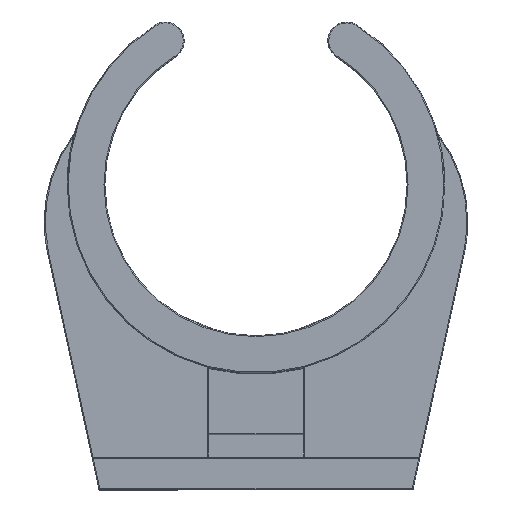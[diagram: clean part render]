
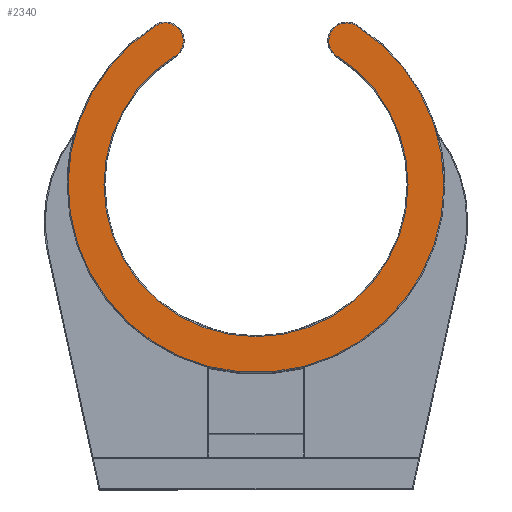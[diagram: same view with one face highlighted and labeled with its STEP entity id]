
A CAD part, top view. The second image highlights one B-rep face of the part: STEP entity #2340.
In plain terms, the highlighted planar face has unit normal (0, 0, 1).
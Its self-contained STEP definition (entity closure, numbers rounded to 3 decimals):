
#122 = AXIS2_PLACEMENT_3D ( 'NONE', #8031, #14320, #11209 ) ;
#173 = EDGE_CURVE ( 'NONE', #11774, #15960, #3090, .T. ) ;
#225 = EDGE_CURVE ( 'NONE', #4255, #12758, #12619, .T. ) ;
#359 = EDGE_CURVE ( 'NONE', #11700, #4075, #18041, .T. ) ;
#383 = ORIENTED_EDGE ( 'NONE', *, *, #359, .T. ) ;
#836 = CARTESIAN_POINT ( 'NONE',  ( 0., 0., 6.85 ) ) ;
#1096 = CARTESIAN_POINT ( 'NONE',  ( 19.525, 0., 6.85 ) ) ;
#1135 = DIRECTION ( 'NONE',  ( 1., 0., 0. ) ) ;
#1890 = CIRCLE ( 'NONE', #8405, 19.525 ) ;
#2229 = AXIS2_PLACEMENT_3D ( 'NONE', #10876, #13719, #18198 ) ;
#2253 = DIRECTION ( 'NONE',  ( 0., 0., 1. ) ) ;
#2340 = ADVANCED_FACE ( 'NONE', ( #8279 ), #17698, .T. ) ;
#2363 = AXIS2_PLACEMENT_3D ( 'NONE', #10167, #11678, #2560 ) ;
#2560 = DIRECTION ( 'NONE',  ( 1., 0., 0. ) ) ;
#2662 = CARTESIAN_POINT ( 'NONE',  ( 0., 0., 6.85 ) ) ;
#2820 = AXIS2_PLACEMENT_3D ( 'NONE', #2662, #17797, #1135 ) ;
#2822 = CARTESIAN_POINT ( 'NONE',  ( -15.8, 0., 6.85 ) ) ;
#2892 = VERTEX_POINT ( 'NONE', #15439 ) ;
#3090 = CIRCLE ( 'NONE', #2229, 1.863 ) ;
#3274 = DIRECTION ( 'NONE',  ( 0., 0., -1. ) ) ;
#3405 = DIRECTION ( 'NONE',  ( 1., 0., 0. ) ) ;
#3411 = CIRCLE ( 'NONE', #2820, 19.525 ) ;
#3531 = CARTESIAN_POINT ( 'NONE',  ( 0., 0., 6.85 ) ) ;
#3639 = ORIENTED_EDGE ( 'NONE', *, *, #8700, .T. ) ;
#3812 = DIRECTION ( 'NONE',  ( 1., 0., 0. ) ) ;
#3972 = CARTESIAN_POINT ( 'NONE',  ( -10.419, 16.513, 6.85 ) ) ;
#4075 = VERTEX_POINT ( 'NONE', #14639 ) ;
#4255 = VERTEX_POINT ( 'NONE', #19439 ) ;
#4507 = EDGE_CURVE ( 'NONE', #15960, #8735, #9827, .T. ) ;
#4804 = DIRECTION ( 'NONE',  ( 1., 0., 0. ) ) ;
#5062 = ORIENTED_EDGE ( 'NONE', *, *, #173, .T. ) ;
#5072 = DIRECTION ( 'NONE',  ( 0., 0., 1. ) ) ;
#5198 = EDGE_CURVE ( 'NONE', #12758, #11774, #19008, .T. ) ;
#5459 = CARTESIAN_POINT ( 'NONE',  ( 0., 0., 6.85 ) ) ;
#5591 = AXIS2_PLACEMENT_3D ( 'NONE', #9533, #5072, #3405 ) ;
#5598 = DIRECTION ( 'NONE',  ( 0., 0., 1. ) ) ;
#6331 = AXIS2_PLACEMENT_3D ( 'NONE', #6770, #2253, #19003 ) ;
#6395 = CIRCLE ( 'NONE', #6331, 1.863 ) ;
#6480 = AXIS2_PLACEMENT_3D ( 'NONE', #836, #6820, #3812 ) ;
#6729 = ORIENTED_EDGE ( 'NONE', *, *, #4507, .T. ) ;
#6770 = CARTESIAN_POINT ( 'NONE',  ( 9.425, 14.938, 6.85 ) ) ;
#6803 = EDGE_CURVE ( 'NONE', #18821, #4255, #14020, .T. ) ;
#6820 = DIRECTION ( 'NONE',  ( 0., 0., -1. ) ) ;
#7014 = CARTESIAN_POINT ( 'NONE',  ( -7.563, 14.938, 6.85 ) ) ;
#7571 = EDGE_CURVE ( 'NONE', #13909, #2892, #1890, .T. ) ;
#8031 = CARTESIAN_POINT ( 'NONE',  ( 0., 0., 6.85 ) ) ;
#8279 = FACE_OUTER_BOUND ( 'NONE', #18819, .T. ) ;
#8405 = AXIS2_PLACEMENT_3D ( 'NONE', #5459, #5598, #15934 ) ;
#8525 = ORIENTED_EDGE ( 'NONE', *, *, #225, .T. ) ;
#8700 = EDGE_CURVE ( 'NONE', #2892, #18821, #6395, .T. ) ;
#8735 = VERTEX_POINT ( 'NONE', #3972 ) ;
#9531 = DIRECTION ( 'NONE',  ( 1., 0., 0. ) ) ;
#9533 = CARTESIAN_POINT ( 'NONE',  ( -9.425, 14.938, 6.85 ) ) ;
#9827 = CIRCLE ( 'NONE', #5591, 1.863 ) ;
#9899 = CARTESIAN_POINT ( 'NONE',  ( -4.9, -18.9, 6.85 ) ) ;
#10167 = CARTESIAN_POINT ( 'NONE',  ( -9.425, 14.938, 6.85 ) ) ;
#10273 = CARTESIAN_POINT ( 'NONE',  ( 8.431, 13.362, 6.85 ) ) ;
#10399 = ORIENTED_EDGE ( 'NONE', *, *, #16261, .T. ) ;
#10876 = CARTESIAN_POINT ( 'NONE',  ( -9.425, 14.938, 6.85 ) ) ;
#10932 = CARTESIAN_POINT ( 'NONE',  ( 0., 0., 6.85 ) ) ;
#11209 = DIRECTION ( 'NONE',  ( 1., 0., 0. ) ) ;
#11678 = DIRECTION ( 'NONE',  ( 0., 0., 1. ) ) ;
#11700 = VERTEX_POINT ( 'NONE', #9899 ) ;
#11774 = VERTEX_POINT ( 'NONE', #18812 ) ;
#11921 = DIRECTION ( 'NONE',  ( 0., 0., 1. ) ) ;
#12619 = CIRCLE ( 'NONE', #19237, 15.8 ) ;
#12758 = VERTEX_POINT ( 'NONE', #2822 ) ;
#12932 = ORIENTED_EDGE ( 'NONE', *, *, #5198, .T. ) ;
#13629 = ORIENTED_EDGE ( 'NONE', *, *, #7571, .T. ) ;
#13719 = DIRECTION ( 'NONE',  ( 0., 0., 1. ) ) ;
#13909 = VERTEX_POINT ( 'NONE', #1096 ) ;
#14020 = CIRCLE ( 'NONE', #6480, 15.8 ) ;
#14308 = AXIS2_PLACEMENT_3D ( 'NONE', #16364, #11921, #14965 ) ;
#14320 = DIRECTION ( 'NONE',  ( 0., 0., -1. ) ) ;
#14639 = CARTESIAN_POINT ( 'NONE',  ( 4.9, -18.9, 6.85 ) ) ;
#14965 = DIRECTION ( 'NONE',  ( 1., 0., 0. ) ) ;
#15198 = AXIS2_PLACEMENT_3D ( 'NONE', #3531, #18519, #9531 ) ;
#15439 = CARTESIAN_POINT ( 'NONE',  ( 10.419, 16.513, 6.85 ) ) ;
#15934 = DIRECTION ( 'NONE',  ( 1., 0., 0. ) ) ;
#15960 = VERTEX_POINT ( 'NONE', #7014 ) ;
#16261 = EDGE_CURVE ( 'NONE', #8735, #11700, #3411, .T. ) ;
#16364 = CARTESIAN_POINT ( 'NONE',  ( 0., 0., 6.85 ) ) ;
#16566 = ORIENTED_EDGE ( 'NONE', *, *, #18142, .T. ) ;
#17698 = PLANE ( 'NONE',  #2363 ) ;
#17797 = DIRECTION ( 'NONE',  ( 0., 0., 1. ) ) ;
#17937 = ORIENTED_EDGE ( 'NONE', *, *, #6803, .T. ) ;
#18041 = CIRCLE ( 'NONE', #15198, 19.525 ) ;
#18142 = EDGE_CURVE ( 'NONE', #4075, #13909, #18805, .T. ) ;
#18198 = DIRECTION ( 'NONE',  ( 1., 0., 0. ) ) ;
#18519 = DIRECTION ( 'NONE',  ( 0., 0., 1. ) ) ;
#18805 = CIRCLE ( 'NONE', #14308, 19.525 ) ;
#18812 = CARTESIAN_POINT ( 'NONE',  ( -8.431, 13.362, 6.85 ) ) ;
#18819 = EDGE_LOOP ( 'NONE', ( #10399, #383, #16566, #13629, #3639, #17937, #8525, #12932, #5062, #6729 ) ) ;
#18821 = VERTEX_POINT ( 'NONE', #10273 ) ;
#19003 = DIRECTION ( 'NONE',  ( 1., 0., 0. ) ) ;
#19008 = CIRCLE ( 'NONE', #122, 15.8 ) ;
#19237 = AXIS2_PLACEMENT_3D ( 'NONE', #10932, #3274, #4804 ) ;
#19439 = CARTESIAN_POINT ( 'NONE',  ( 15.8, 0., 6.85 ) ) ;
